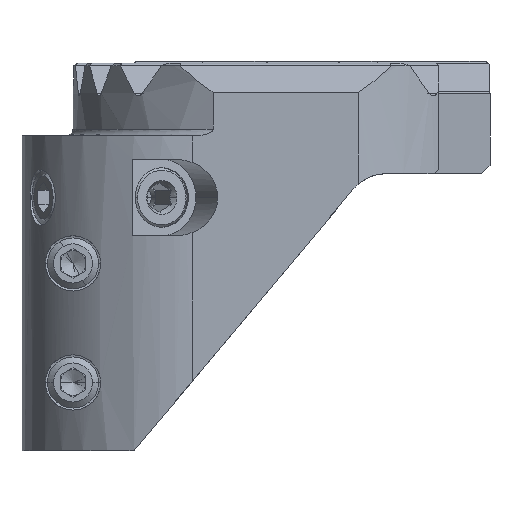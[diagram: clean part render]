
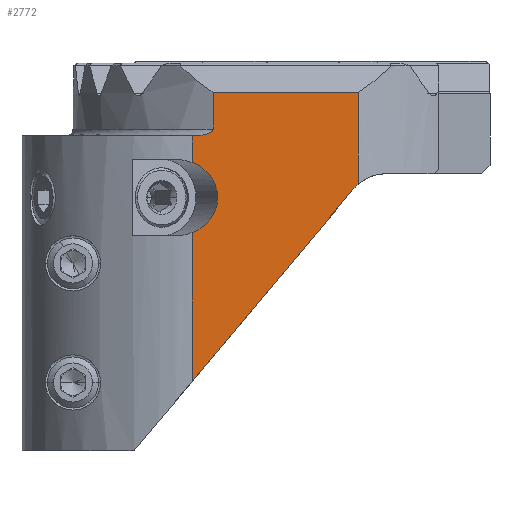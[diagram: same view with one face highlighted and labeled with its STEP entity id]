
A CAD part, front view. The second image highlights one B-rep face of the part: STEP entity #2772.
In plain terms, the highlighted planar face has unit normal (0, -1, 0).
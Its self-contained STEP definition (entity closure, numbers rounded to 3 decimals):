
#1932=EDGE_CURVE('NONE',#2724,#5398,#5629,.T.);
#1944=EDGE_CURVE('NONE',#5108,#3480,#5641,.T.);
#2146=VERTEX_POINT('NONE',#5862);
#2582=EDGE_CURVE('NONE',#4626,#4994,#6335,.T.);
#2676=EDGE_CURVE('NONE',#2724,#2788,#6439,.T.);
#2724=VERTEX_POINT('NONE',#6494);
#2772=ADVANCED_FACE('NONE',(#6546),#6547,.T.);
#2788=VERTEX_POINT('NONE',#6565);
#3092=EDGE_CURVE('NONE',#5448,#5398,#6893,.T.);
#3132=VERTEX_POINT('NONE',#6938);
#3480=VERTEX_POINT('NONE',#7324);
#3730=EDGE_CURVE('NONE',#2146,#3132,#7604,.T.);
#3964=EDGE_CURVE('NONE',#3132,#5378,#7861,.T.);
#4098=EDGE_CURVE('NONE',#5378,#4994,#8009,.T.);
#4420=EDGE_CURVE('NONE',#3480,#2146,#8356,.T.);
#4626=VERTEX_POINT('NONE',#8585);
#4994=VERTEX_POINT('NONE',#8992);
#5108=VERTEX_POINT('NONE',#9115);
#5332=EDGE_CURVE('NONE',#2788,#5108,#9361,.T.);
#5378=VERTEX_POINT('NONE',#9414);
#5398=VERTEX_POINT('NONE',#9434);
#5448=VERTEX_POINT('NONE',#9492);
#5490=EDGE_CURVE('NONE',#5448,#4626,#9540,.T.);
#5629=LINE('',#9710,#9711);
#5641=(B_SPLINE_CURVE(3,(#9732,#9733,#9734,#9735),.UNSPECIFIED.,.F.,.F.)B_SPLINE_CURVE_WITH_KNOTS((4,4),(0.,1.158),.UNSPECIFIED.)RATIONAL_B_SPLINE_CURVE((1.0,0.891,0.891,1.0))BOUNDED_CURVE()REPRESENTATION_ITEM('')GEOMETRIC_REPRESENTATION_ITEM()CURVE());
#5862=CARTESIAN_POINT('',(-22.084,-0.462,-19.792));
#6335=LINE('',#10983,#10984);
#6439=LINE('',#11161,#11162);
#6494=CARTESIAN_POINT('',(-22.084,-0.462,9.089));
#6546=FACE_OUTER_BOUND('',#11359,.T.);
#6547=PLANE('',#11360);
#6565=CARTESIAN_POINT('',(-22.084,-0.462,5.961));
#6893=B_SPLINE_CURVE_WITH_KNOTS('',3,(#12001,#12002,#12003,#12004,#12005,#12006,#12007,#12008,#12009,#12010,#12011,#12012),.UNSPECIFIED.,.F.,.F.,(4,2,2,2,2,4),(0.0,0.,0.001,0.001,0.002,0.002),.UNSPECIFIED.);
#6938=CARTESIAN_POINT('',(-3.083,-0.462,2.853));
#7324=CARTESIAN_POINT('',(-22.084,-0.462,-2.283));
#7604=LINE('',#13243,#13244);
#7861=CIRCLE('',#13657,5.0);
#8009=LINE('',#13907,#13908);
#8356=LINE('',#14526,#14527);
#8585=CARTESIAN_POINT('',(-19.614,-0.462,14.207));
#8992=CARTESIAN_POINT('',(-2.555,-0.462,14.207));
#9115=CARTESIAN_POINT('',(-19.06,-0.462,1.839));
#9361=(B_SPLINE_CURVE(3,(#16454,#16455,#16456,#16457),.UNSPECIFIED.,.F.,.F.)B_SPLINE_CURVE_WITH_KNOTS((4,4),(1.984,3.142),.UNSPECIFIED.)RATIONAL_B_SPLINE_CURVE((1.0,0.891,0.891,1.0))BOUNDED_CURVE()REPRESENTATION_ITEM('')GEOMETRIC_REPRESENTATION_ITEM()CURVE());
#9414=CARTESIAN_POINT('',(-2.555,-0.462,3.393));
#9434=CARTESIAN_POINT('',(-21.733,-0.462,9.089));
#9492=CARTESIAN_POINT('',(-19.614,-0.462,9.889));
#9540=LINE('',#16743,#16744);
#9710=CARTESIAN_POINT('',(6.916,-0.462,9.089));
#9711=VECTOR('',#16912,1000.0);
#9732=CARTESIAN_POINT('',(-19.06,-0.462,1.839));
#9733=CARTESIAN_POINT('',(-19.06,-0.462,-0.003));
#9734=CARTESIAN_POINT('',(-20.191,-0.462,-1.544));
#9735=CARTESIAN_POINT('',(-22.084,-0.462,-2.283));
#10983=CARTESIAN_POINT('',(6.916,-0.462,14.207));
#10984=VECTOR('',#17639,1000.0);
#11161=CARTESIAN_POINT('',(-22.084,-0.462,17.839));
#11162=VECTOR('',#17746,1000.0);
#11359=EDGE_LOOP('',(#17862,#17863,#17864,#17865,#17866,#17867,#17868,#17869,#17870,#17871,#17872));
#11360=AXIS2_PLACEMENT_3D('',#17873,#17874,#17875);
#12001=CARTESIAN_POINT('',(-19.614,-0.462,9.889));
#12002=CARTESIAN_POINT('',(-19.614,-0.462,9.786));
#12003=CARTESIAN_POINT('',(-19.673,-0.462,9.695));
#12004=CARTESIAN_POINT('',(-19.817,-0.462,9.553));
#12005=CARTESIAN_POINT('',(-19.903,-0.462,9.498));
#12006=CARTESIAN_POINT('',(-20.167,-0.462,9.355));
#12007=CARTESIAN_POINT('',(-20.357,-0.462,9.29));
#12008=CARTESIAN_POINT('',(-20.744,-0.462,9.186));
#12009=CARTESIAN_POINT('',(-20.939,-0.462,9.15));
#12010=CARTESIAN_POINT('',(-21.334,-0.462,9.101));
#12011=CARTESIAN_POINT('',(-21.532,-0.462,9.089));
#12012=CARTESIAN_POINT('',(-21.733,-0.462,9.089));
#13243=CARTESIAN_POINT('',(-3.083,-0.462,2.853));
#13244=VECTOR('',#19035,1000.0);
#13657=AXIS2_PLACEMENT_3D('',#19311,#19312,#19313);
#13907=CARTESIAN_POINT('',(-2.555,-0.462,26.855));
#13908=VECTOR('',#19457,1000.0);
#14526=CARTESIAN_POINT('',(-22.084,-0.462,17.839));
#14527=VECTOR('',#19801,1000.0);
#16454=CARTESIAN_POINT('',(-22.084,-0.462,5.961));
#16455=CARTESIAN_POINT('',(-20.191,-0.462,5.222));
#16456=CARTESIAN_POINT('',(-19.06,-0.462,3.681));
#16457=CARTESIAN_POINT('',(-19.06,-0.462,1.839));
#16743=CARTESIAN_POINT('',(-19.614,-0.462,22.34));
#16744=VECTOR('',#21140,1000.0);
#16912=DIRECTION('',(1.0,0.0,0.0));
#17639=DIRECTION('',(1.0,0.0,0.0));
#17746=DIRECTION('',(0.,0.0,-1.0));
#17862=ORIENTED_EDGE('',*,*,#5332,.T.);
#17863=ORIENTED_EDGE('',*,*,#1944,.T.);
#17864=ORIENTED_EDGE('',*,*,#4420,.T.);
#17865=ORIENTED_EDGE('',*,*,#3730,.T.);
#17866=ORIENTED_EDGE('',*,*,#3964,.T.);
#17867=ORIENTED_EDGE('',*,*,#4098,.T.);
#17868=ORIENTED_EDGE('',*,*,#2582,.F.);
#17869=ORIENTED_EDGE('',*,*,#5490,.F.);
#17870=ORIENTED_EDGE('',*,*,#3092,.T.);
#17871=ORIENTED_EDGE('',*,*,#1932,.F.);
#17872=ORIENTED_EDGE('',*,*,#2676,.T.);
#17873=CARTESIAN_POINT('',(6.916,-0.462,5.339));
#17874=DIRECTION('',(0.0,-1.0,0.0));
#17875=DIRECTION('',(0.0,0.0,1.0));
#19035=DIRECTION('',(0.643,0.0,0.766));
#19311=CARTESIAN_POINT('',(0.747,-0.462,-0.361));
#19312=DIRECTION('',(-0.0,1.0,0.0));
#19313=DIRECTION('',(1.0,0.0,0.0));
#19457=DIRECTION('',(0.0,-0.0,1.0));
#19801=DIRECTION('',(0.,0.0,-1.0));
#21140=DIRECTION('',(0.0,-0.0,1.0));
